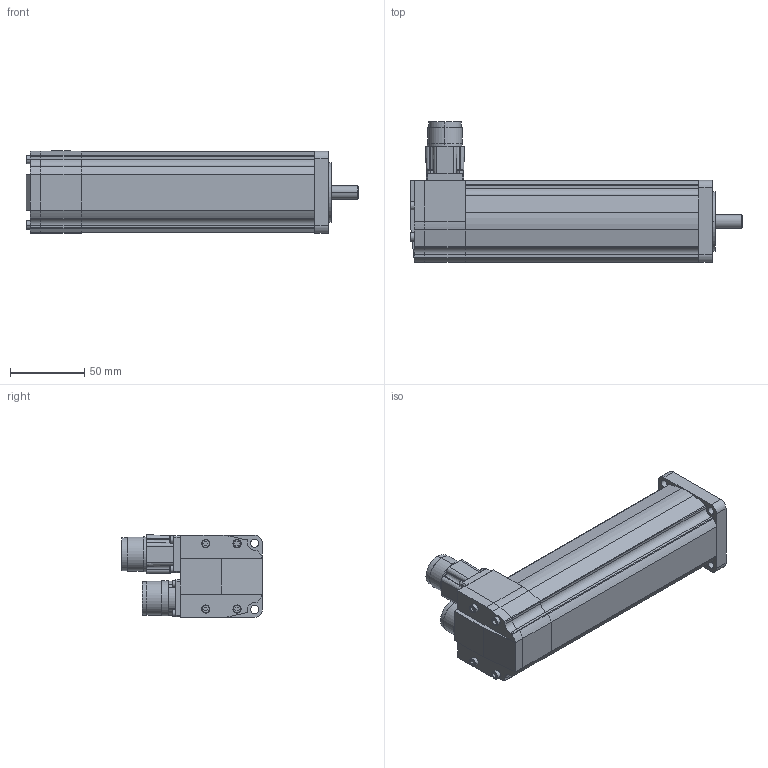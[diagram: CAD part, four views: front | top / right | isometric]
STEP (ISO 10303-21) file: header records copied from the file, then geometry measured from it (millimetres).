
FILE_DESCRIPTION(('STEP AP242'),'1');
FILE_NAME('bsh0553p01f1a.stp','2021-03-03T23:51:47',('TraceParts'),('TraceParts S.A.'),'Spatial InterOp 3D',' ',' ');
FILE_SCHEMA(('AP242_MANAGED_MODEL_BASED_3D_ENGINEERING_MIM_LF {1 0 10303 442 1 1 4}'));
Length unit declared in the file: millimetre
Products named in the file (1): bsh0553p01f1a_1
Bounding box: 223 x 94.5 x 55.44 mm (x, y, z)
Volume: 546545.2 mm3; surface area: 73313.5 mm2
Topology: 7 solids, 7 shells, 364 faces, 877 edges, 577 vertices
Faces by surface type: plane 164, cylinder 156, torus 24, cone 20
Entity records: 10794 total; most frequent: DIRECTION 2029, CARTESIAN_POINT 1823, ORIENTED_EDGE 1750, EDGE_CURVE 875, AXIS2_PLACEMENT_3D 783, VERTEX_POINT 577, LINE 463, VECTOR 463
